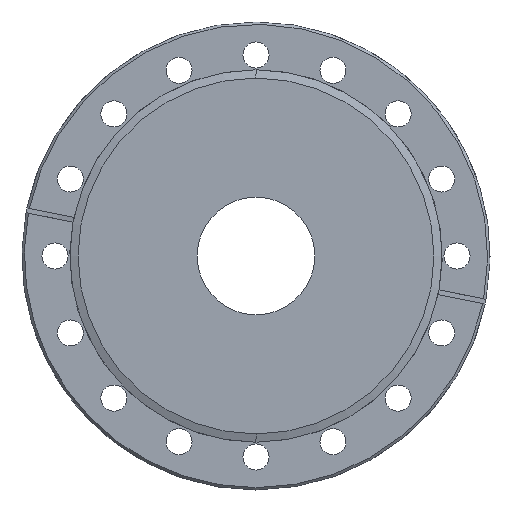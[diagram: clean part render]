
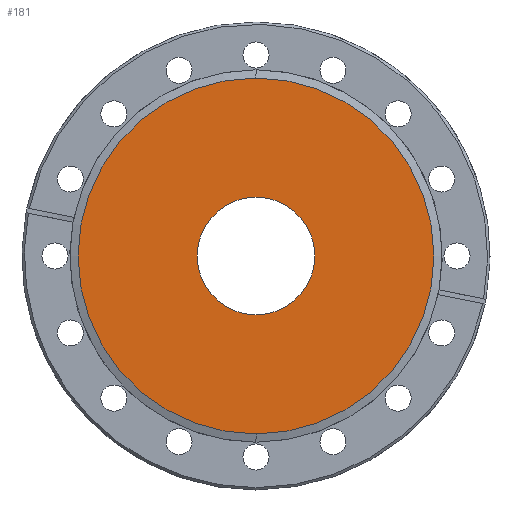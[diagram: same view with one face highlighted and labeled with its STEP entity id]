
A CAD part, left-side view. The second image highlights one B-rep face of the part: STEP entity #181.
In plain terms, the highlighted planar face has unit normal (-1, 0, 0).
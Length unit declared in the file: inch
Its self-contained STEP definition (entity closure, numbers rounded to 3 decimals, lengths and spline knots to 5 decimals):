
#180 = EDGE_CURVE ( 'NONE', #2753, #2744, #1182, .T. ) ;
#181 = ADVANCED_FACE ( 'NONE', ( #1227, #1232 ), #1181, .T. ) ;
#184 = ORIENTED_EDGE ( 'NONE', *, *, #186, .F. ) ;
#186 = EDGE_CURVE ( 'NONE', #398, #400, #1221, .T. ) ;
#193 = EDGE_LOOP ( 'NONE', ( #203, #184 ) ) ;
#196 = ORIENTED_EDGE ( 'NONE', *, *, #2743, .T. ) ;
#203 = ORIENTED_EDGE ( 'NONE', *, *, #397, .F. ) ;
#204 = ORIENTED_EDGE ( 'NONE', *, *, #180, .T. ) ;
#205 = EDGE_LOOP ( 'NONE', ( #204, #196 ) ) ;
#397 = EDGE_CURVE ( 'NONE', #400, #398, #1588, .T. ) ;
#398 = VERTEX_POINT ( 'NONE', #1590 ) ;
#400 = VERTEX_POINT ( 'NONE', #1589 ) ;
#1181 = PLANE ( 'NONE',  #1187 ) ;
#1182 = CIRCLE ( 'NONE', #1240, 2.27 ) ;
#1187 = AXIS2_PLACEMENT_3D ( 'NONE', #1224, #1190, #1189 ) ;
#1189 = DIRECTION ( 'NONE',  ( 0., 0., 1. ) ) ;
#1190 = DIRECTION ( 'NONE',  ( -1., 0., 0. ) ) ;
#1218 = CARTESIAN_POINT ( 'NONE',  ( 0.051, 0., 0. ) ) ;
#1221 = CIRCLE ( 'NONE', #1278, 0.75 ) ;
#1224 = CARTESIAN_POINT ( 'NONE',  ( 0.051, 2.27, 0. ) ) ;
#1225 = DIRECTION ( 'NONE',  ( 0., 0., 1. ) ) ;
#1226 = DIRECTION ( 'NONE',  ( -1., 0., 0. ) ) ;
#1227 = FACE_BOUND ( 'NONE', #193, .T. ) ;
#1232 = FACE_OUTER_BOUND ( 'NONE', #205, .T. ) ;
#1239 = CARTESIAN_POINT ( 'NONE',  ( 0.051, 0., 0. ) ) ;
#1240 = AXIS2_PLACEMENT_3D ( 'NONE', #1239, #1226, #1225 ) ;
#1270 = DIRECTION ( 'NONE',  ( 0., 0., 1. ) ) ;
#1271 = DIRECTION ( 'NONE',  ( -1., 0., 0. ) ) ;
#1278 = AXIS2_PLACEMENT_3D ( 'NONE', #1218, #1271, #1270 ) ;
#1576 = DIRECTION ( 'NONE',  ( 0., 0., 1. ) ) ;
#1577 = DIRECTION ( 'NONE',  ( -1., 0., 0. ) ) ;
#1578 = AXIS2_PLACEMENT_3D ( 'NONE', #1592, #1577, #1576 ) ;
#1588 = CIRCLE ( 'NONE', #1578, 0.75 ) ;
#1589 = CARTESIAN_POINT ( 'NONE',  ( 0.051, 0., -0.75 ) ) ;
#1590 = CARTESIAN_POINT ( 'NONE',  ( 0.051, 0., 0.75 ) ) ;
#1592 = CARTESIAN_POINT ( 'NONE',  ( 0.051, 0., 0. ) ) ;
#2663 = DIRECTION ( 'NONE',  ( 0., 0., 1. ) ) ;
#2664 = DIRECTION ( 'NONE',  ( -1., 0., 0. ) ) ;
#2666 = CARTESIAN_POINT ( 'NONE',  ( 0.051, 0., 2.27 ) ) ;
#2676 = AXIS2_PLACEMENT_3D ( 'NONE', #2678, #2664, #2663 ) ;
#2677 = CARTESIAN_POINT ( 'NONE',  ( 0.051, 0., -2.27 ) ) ;
#2678 = CARTESIAN_POINT ( 'NONE',  ( 0.051, 0., 0. ) ) ;
#2679 = CIRCLE ( 'NONE', #2676, 2.27 ) ;
#2743 = EDGE_CURVE ( 'NONE', #2744, #2753, #2679, .T. ) ;
#2744 = VERTEX_POINT ( 'NONE', #2677 ) ;
#2753 = VERTEX_POINT ( 'NONE', #2666 ) ;
